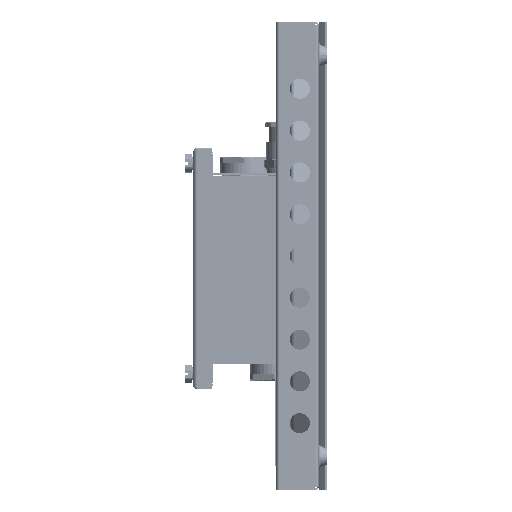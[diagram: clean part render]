
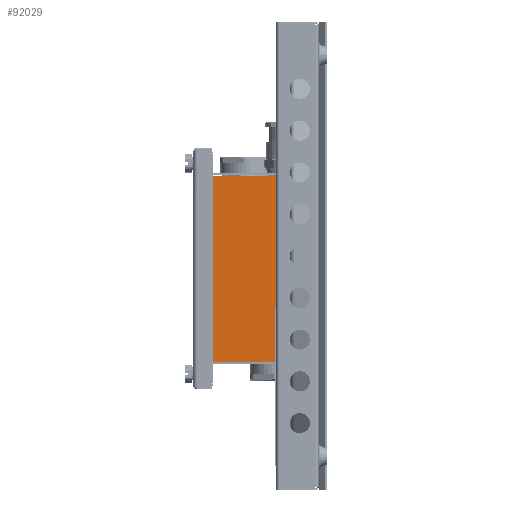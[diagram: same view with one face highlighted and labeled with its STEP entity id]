
A CAD part, left-side view. The second image highlights one B-rep face of the part: STEP entity #92029.
In plain terms, the highlighted face is planar.
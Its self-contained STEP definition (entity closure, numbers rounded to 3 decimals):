
#192 = LINE ( 'NONE', #24821, #70808 ) ;
#1761 = VERTEX_POINT ( 'NONE', #34575 ) ;
#2566 = CARTESIAN_POINT ( 'NONE',  ( 57., 1., -46. ) ) ;
#4068 = CARTESIAN_POINT ( 'NONE',  ( 0., 0., -46. ) ) ;
#10386 = ORIENTED_EDGE ( 'NONE', *, *, #159931, .F. ) ;
#12439 = LINE ( 'NONE', #150537, #76373 ) ;
#21442 = EDGE_LOOP ( 'NONE', ( #10386, #144286, #94858, #122090 ) ) ;
#24821 = CARTESIAN_POINT ( 'NONE',  ( 55.646, 0., -46. ) ) ;
#28310 = VERTEX_POINT ( 'NONE', #162093 ) ;
#31078 = DIRECTION ( 'NONE',  ( 0., 0., 1. ) ) ;
#33858 = CARTESIAN_POINT ( 'NONE',  ( -55.646, 68., -46. ) ) ;
#34575 = CARTESIAN_POINT ( 'NONE',  ( 55.646, 68., -46. ) ) ;
#44157 = PLANE ( 'NONE',  #65657 ) ;
#57436 = EDGE_CURVE ( 'NONE', #153867, #28310, #127470, .T. ) ;
#65657 = AXIS2_PLACEMENT_3D ( 'NONE', #4068, #31078, #103434 ) ;
#66657 = LINE ( 'NONE', #116886, #87886 ) ;
#67464 = DIRECTION ( 'NONE',  ( -1., 0., 0. ) ) ;
#70808 = VECTOR ( 'NONE', #71616, 1000. ) ;
#71616 = DIRECTION ( 'NONE',  ( 0., 1., 0. ) ) ;
#76373 = VECTOR ( 'NONE', #111038, 1000. ) ;
#80438 = DIRECTION ( 'NONE',  ( 1., 0., 0. ) ) ;
#87886 = VECTOR ( 'NONE', #67464, 1000. ) ;
#92029 = ADVANCED_FACE ( 'NONE', ( #131428 ), #44157, .F. ) ;
#94858 = ORIENTED_EDGE ( 'NONE', *, *, #57436, .F. ) ;
#103434 = DIRECTION ( 'NONE',  ( 1., 0., 0. ) ) ;
#111038 = DIRECTION ( 'NONE',  ( 0., 1., 0. ) ) ;
#116886 = CARTESIAN_POINT ( 'NONE',  ( 55.646, 68., -46. ) ) ;
#122090 = ORIENTED_EDGE ( 'NONE', *, *, #126614, .T. ) ;
#122349 = VECTOR ( 'NONE', #80438, 1000. ) ;
#126614 = EDGE_CURVE ( 'NONE', #153867, #162423, #12439, .T. ) ;
#127470 = LINE ( 'NONE', #2566, #122349 ) ;
#131428 = FACE_OUTER_BOUND ( 'NONE', #21442, .T. ) ;
#143617 = CARTESIAN_POINT ( 'NONE',  ( -55.646, 1., -46. ) ) ;
#144286 = ORIENTED_EDGE ( 'NONE', *, *, #149540, .F. ) ;
#149540 = EDGE_CURVE ( 'NONE', #28310, #1761, #192, .T. ) ;
#150537 = CARTESIAN_POINT ( 'NONE',  ( -55.646, 0., -46. ) ) ;
#153867 = VERTEX_POINT ( 'NONE', #143617 ) ;
#159931 = EDGE_CURVE ( 'NONE', #1761, #162423, #66657, .T. ) ;
#162093 = CARTESIAN_POINT ( 'NONE',  ( 55.646, 1., -46. ) ) ;
#162423 = VERTEX_POINT ( 'NONE', #33858 ) ;
